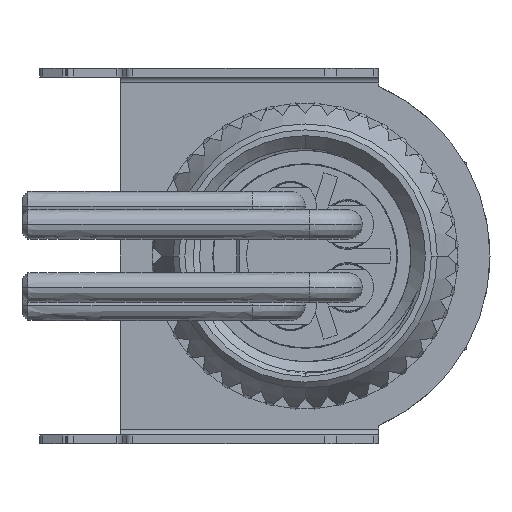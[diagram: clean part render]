
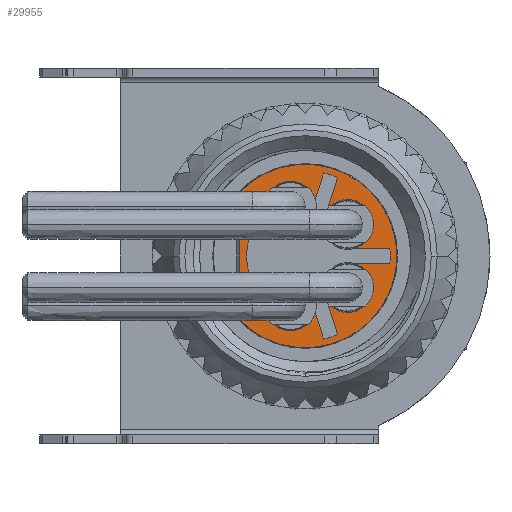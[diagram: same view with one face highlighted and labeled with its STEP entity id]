
A CAD part, left-side view. The second image highlights one B-rep face of the part: STEP entity #29955.
In plain terms, the highlighted planar face has unit normal (-1, 0, 0).
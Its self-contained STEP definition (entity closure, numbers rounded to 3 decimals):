
#8501=CARTESIAN_POINT('',(2.,3.007,-0.85));
#8506=CARTESIAN_POINT('',(2.,0.,0.));
#8507=DIRECTION('',(-1.,0.,0.));
#8508=DIRECTION('',(0.,0.962,-0.272));
#8509=AXIS2_PLACEMENT_3D('',#8506,#8507,#8508);
#8514=CARTESIAN_POINT('',(2.,3.007,0.85));
#8528=DIRECTION('',(0.,1.,0.));
#8529=VECTOR('',#8528,0.582);
#8530=CARTESIAN_POINT('',(2.,2.425,
-0.85));
#8531=LINE('',#8530,#8529);
#8532=CARTESIAN_POINT('',(2.,2.425,-0.65));
#8533=DIRECTION('',(1.,0.,0.));
#8534=DIRECTION('',(0.,-1.,0.));
#8535=AXIS2_PLACEMENT_3D('',#8532,#8533,#8534);
#8537=DIRECTION('',(0.,0.,-1.));
#8538=VECTOR('',#8537,1.3);
#8539=CARTESIAN_POINT('',(2.,2.225,0.65));
#8540=LINE('',#8539,#8538);
#8541=CARTESIAN_POINT('',(2.,2.425,0.65));
#8542=DIRECTION('',(1.,0.,0.));
#8543=DIRECTION('',(0.,0.,1.));
#8544=AXIS2_PLACEMENT_3D('',#8541,#8542,#8543);
#8546=DIRECTION('',(0.,-1.,0.));
#8547=VECTOR('',#8546,0.582);
#8548=CARTESIAN_POINT('',(2.,3.007,0.85));
#8549=LINE('',#8548,#8547);
#8550=CARTESIAN_POINT('',(2.,0.,0.));
#8551=DIRECTION('',(-1.,0.,0.));
#8552=DIRECTION('',(0.,0.663,0.749));
#8553=AXIS2_PLACEMENT_3D('',#8550,#8551,#8552);
#8555=CARTESIAN_POINT('',(2.,0.5,-1.7));
#8556=DIRECTION('',(-1.,0.,0.));
#8557=DIRECTION('',(0.,0.971,0.238));
#8558=AXIS2_PLACEMENT_3D('',#8555,#8556,#8557);
#8560=CARTESIAN_POINT('',(2.,0.5,-1.7));
#8561=DIRECTION('',(-1.,0.,0.));
#8562=DIRECTION('',(0.,0.,-1.));
#8563=AXIS2_PLACEMENT_3D('',#8560,#8561,#8562);
#8565=DIRECTION('',(0.,-0.301,-0.954));
#8566=VECTOR('',#8565,0.997);
#8567=CARTESIAN_POINT('',(2.,-0.331,-1.88));
#8568=LINE('',#8567,#8566);
#8569=CARTESIAN_POINT('',(2.,0.,0.));
#8570=DIRECTION('',(-1.,0.,0.));
#8571=DIRECTION('',(0.,-0.217,-0.976));
#8572=AXIS2_PLACEMENT_3D('',#8569,#8570,#8571);
#8574=DIRECTION('',(0.,0.301,0.954));
#8575=VECTOR('',#8574,1.169);
#8576=CARTESIAN_POINT('',(2.,-1.107,-2.68));
#8577=LINE('',#8576,#8575);
#8578=CARTESIAN_POINT('',(2.,-1.45,-1.075));
#8579=DIRECTION('',(-1.,0.,0.));
#8580=DIRECTION('',(0.,0.817,-0.577));
#8581=AXIS2_PLACEMENT_3D('',#8578,#8579,#8580);
#8583=CARTESIAN_POINT('',(2.,-1.45,-1.075));
#8584=DIRECTION('',(-1.,0.,0.));
#8585=DIRECTION('',(0.,0.,-1.));
#8586=AXIS2_PLACEMENT_3D('',#8583,#8584,#8585);
#8588=DIRECTION('',(0.,-1.,0.));
#8589=VECTOR('',#8588,1.235);
#8590=CARTESIAN_POINT('',(2.,-1.655,-0.25));
#8591=LINE('',#8590,#8589);
#8592=CARTESIAN_POINT('',(2.,0.,0.));
#8593=DIRECTION('',(-1.,0.,0.));
#8594=DIRECTION('',(0.,-0.996,-0.086));
#8595=AXIS2_PLACEMENT_3D('',#8592,#8593,#8594);
#8597=DIRECTION('',(0.,1.,0.));
#8598=VECTOR('',#8597,1.235);
#8599=CARTESIAN_POINT('',(2.,-2.889,0.25));
#8600=LINE('',#8599,#8598);
#8601=CARTESIAN_POINT('',(2.,-1.45,1.075));
#8602=DIRECTION('',(-1.,0.,0.));
#8603=DIRECTION('',(0.,-0.241,-0.971));
#8604=AXIS2_PLACEMENT_3D('',#8601,#8602,#8603);
#8606=CARTESIAN_POINT('',(2.,-1.45,1.075));
#8607=DIRECTION('',(-1.,0.,0.));
#8608=DIRECTION('',(0.,0.,1.));
#8609=AXIS2_PLACEMENT_3D('',#8606,#8607,#8608);
#8611=DIRECTION('',(0.,-0.301,0.954));
#8612=VECTOR('',#8611,1.169);
#8613=CARTESIAN_POINT('',(2.,-0.756,1.565));
#8614=LINE('',#8613,#8612);
#8615=CARTESIAN_POINT('',(2.,0.,0.));
#8616=DIRECTION('',(-1.,0.,0.));
#8617=DIRECTION('',(0.,-0.382,0.924));
#8618=AXIS2_PLACEMENT_3D('',#8615,#8616,#8617);
#8620=DIRECTION('',(0.,0.301,-0.954));
#8621=VECTOR('',#8620,0.997);
#8622=CARTESIAN_POINT('',(2.,-0.63,2.831));
#8623=LINE('',#8622,#8621);
#8624=CARTESIAN_POINT('',(2.,0.5,1.7));
#8625=DIRECTION('',(-1.,0.,0.));
#8626=DIRECTION('',(0.,-0.977,0.212));
#8627=AXIS2_PLACEMENT_3D('',#8624,#8625,#8626);
#8629=CARTESIAN_POINT('',(2.,0.5,1.7));
#8630=DIRECTION('',(-1.,0.,0.));
#8631=DIRECTION('',(0.,0.,1.));
#8632=AXIS2_PLACEMENT_3D('',#8629,#8630,#8631);
#16037=CARTESIAN_POINT('',(2.,0.5,-2.55));
#16038=VERTEX_POINT('',#16037);
#16083=CARTESIAN_POINT('',(2.,1.326,1.498));
#16084=CARTESIAN_POINT('',(2.,1.326,-1.498));
#16085=VERTEX_POINT('',#16083);
#16086=VERTEX_POINT('',#16084);
#16089=CARTESIAN_POINT('',(2.,-0.331,-1.88));
#16090=CARTESIAN_POINT('',(2.,-0.63,-2.831));
#16091=VERTEX_POINT('',#16089);
#16092=VERTEX_POINT('',#16090);
#16093=CARTESIAN_POINT('',(2.,-1.107,-2.68));
#16094=VERTEX_POINT('',#16093);
#16095=CARTESIAN_POINT('',(2.,-0.756,-1.565));
#16096=VERTEX_POINT('',#16095);
#16097=CARTESIAN_POINT('',(2.,-1.655,-0.25));
#16098=CARTESIAN_POINT('',(2.,-2.889,-0.25));
#16099=VERTEX_POINT('',#16097);
#16100=VERTEX_POINT('',#16098);
#16101=CARTESIAN_POINT('',(2.,-2.889,0.25));
#16102=VERTEX_POINT('',#16101);
#16103=CARTESIAN_POINT('',(2.,-1.655,0.25));
#16104=VERTEX_POINT('',#16103);
#16105=CARTESIAN_POINT('',(2.,-0.756,1.565));
#16106=CARTESIAN_POINT('',(2.,-1.107,2.68));
#16107=VERTEX_POINT('',#16105);
#16108=VERTEX_POINT('',#16106);
#16109=CARTESIAN_POINT('',(2.,-0.63,2.831));
#16110=VERTEX_POINT('',#16109);
#16111=CARTESIAN_POINT('',(2.,-0.331,1.88));
#16112=VERTEX_POINT('',#16111);
#16133=CARTESIAN_POINT('',(2.,0.5,2.55));
#16134=VERTEX_POINT('',#16133);
#16147=CARTESIAN_POINT('',(2.,-1.45,-1.925));
#16148=VERTEX_POINT('',#16147);
#16161=CARTESIAN_POINT('',(2.,-1.45,1.925));
#16162=VERTEX_POINT('',#16161);
#16169=VERTEX_POINT('',#8501);
#16173=CARTESIAN_POINT('',(2.,2.425,
-0.85));
#16174=VERTEX_POINT('',#16173);
#16175=CARTESIAN_POINT('',(2.,2.225,-0.65));
#16176=VERTEX_POINT('',#16175);
#16179=CARTESIAN_POINT('',(2.,2.225,
0.65));
#16180=VERTEX_POINT('',#16179);
#16183=CARTESIAN_POINT('',(2.,2.425,0.85));
#16184=VERTEX_POINT('',#16183);
#16188=VERTEX_POINT('',#8514);
#29901=CARTESIAN_POINT('',(2.,0.,0.));
#29902=DIRECTION('',(1.,0.,0.));
#29903=DIRECTION('',(0.,-1.,0.));
#29904=AXIS2_PLACEMENT_3D('',#29901,#29902,#29903);
#29905=PLANE('',#29904);
#29906=ORIENTED_EDGE('',*,*,#29881,.F.);
#29907=ORIENTED_EDGE('',*,*,#29891,.F.);
#29909=ORIENTED_EDGE('',*,*,#29908,.F.);
#29911=ORIENTED_EDGE('',*,*,#29910,.F.);
#29913=ORIENTED_EDGE('',*,*,#29912,.F.);
#29914=ORIENTED_EDGE('',*,*,#29864,.F.);
#29915=EDGE_LOOP('',(#29906,#29907,#29909,#29911,#29913,#29914));
#29916=FACE_OUTER_BOUND('',#29915,.F.);
#29918=ORIENTED_EDGE('',*,*,#29917,.T.);
#29920=ORIENTED_EDGE('',*,*,#29919,.T.);
#29922=ORIENTED_EDGE('',*,*,#29921,.T.);
#29924=ORIENTED_EDGE('',*,*,#29923,.T.);
#29926=ORIENTED_EDGE('',*,*,#29925,.T.);
#29928=ORIENTED_EDGE('',*,*,#29927,.T.);
#29930=ORIENTED_EDGE('',*,*,#29929,.T.);
#29932=ORIENTED_EDGE('',*,*,#29931,.T.);
#29934=ORIENTED_EDGE('',*,*,#29933,.T.);
#29936=ORIENTED_EDGE('',*,*,#29935,.T.);
#29938=ORIENTED_EDGE('',*,*,#29937,.T.);
#29940=ORIENTED_EDGE('',*,*,#29939,.T.);
#29942=ORIENTED_EDGE('',*,*,#29941,.T.);
#29944=ORIENTED_EDGE('',*,*,#29943,.T.);
#29946=ORIENTED_EDGE('',*,*,#29945,.T.);
#29948=ORIENTED_EDGE('',*,*,#29947,.T.);
#29950=ORIENTED_EDGE('',*,*,#29949,.T.);
#29952=ORIENTED_EDGE('',*,*,#29951,.T.);
#29953=EDGE_LOOP('',(#29918,#29920,#29922,#29924,#29926,#29928,#29930,#29932,
#29934,#29936,#29938,#29940,#29942,#29944,#29946,#29948,#29950,#29952));
#29954=FACE_BOUND('',#29953,.F.);
#29955=ADVANCED_FACE('',(#29916,#29954),#29905,.F.);
#8510=CIRCLE('',#8509,3.125);
#8536=CIRCLE('',#8535,0.2);
#8545=CIRCLE('',#8544,0.2);
#8554=CIRCLE('',#8553,2.);
#8559=CIRCLE('',#8558,0.85);
#8564=CIRCLE('',#8563,0.85);
#8573=CIRCLE('',#8572,2.9);
#8582=CIRCLE('',#8581,0.85);
#8587=CIRCLE('',#8586,0.85);
#8596=CIRCLE('',#8595,2.9);
#8605=CIRCLE('',#8604,0.85);
#8610=CIRCLE('',#8609,0.85);
#8619=CIRCLE('',#8618,2.9);
#8628=CIRCLE('',#8627,0.85);
#8633=CIRCLE('',#8632,0.85);
#29864=EDGE_CURVE('',#16169,#16188,#8510,.T.);
#29881=EDGE_CURVE('',#16174,#16169,#8531,.T.);
#29891=EDGE_CURVE('',#16176,#16174,#8536,.T.);
#29908=EDGE_CURVE('',#16180,#16176,#8540,.T.);
#29910=EDGE_CURVE('',#16184,#16180,#8545,.T.);
#29912=EDGE_CURVE('',#16188,#16184,#8549,.T.);
#29917=EDGE_CURVE('',#16085,#16086,#8554,.T.);
#29919=EDGE_CURVE('',#16086,#16038,#8559,.T.);
#29921=EDGE_CURVE('',#16038,#16091,#8564,.T.);
#29923=EDGE_CURVE('',#16091,#16092,#8568,.T.);
#29925=EDGE_CURVE('',#16092,#16094,#8573,.T.);
#29927=EDGE_CURVE('',#16094,#16096,#8577,.T.);
#29929=EDGE_CURVE('',#16096,#16148,#8582,.T.);
#29931=EDGE_CURVE('',#16148,#16099,#8587,.T.);
#29933=EDGE_CURVE('',#16099,#16100,#8591,.T.);
#29935=EDGE_CURVE('',#16100,#16102,#8596,.T.);
#29937=EDGE_CURVE('',#16102,#16104,#8600,.T.);
#29939=EDGE_CURVE('',#16104,#16162,#8605,.T.);
#29941=EDGE_CURVE('',#16162,#16107,#8610,.T.);
#29943=EDGE_CURVE('',#16107,#16108,#8614,.T.);
#29945=EDGE_CURVE('',#16108,#16110,#8619,.T.);
#29947=EDGE_CURVE('',#16110,#16112,#8623,.T.);
#29949=EDGE_CURVE('',#16112,#16134,#8628,.T.);
#29951=EDGE_CURVE('',#16134,#16085,#8633,.T.);
